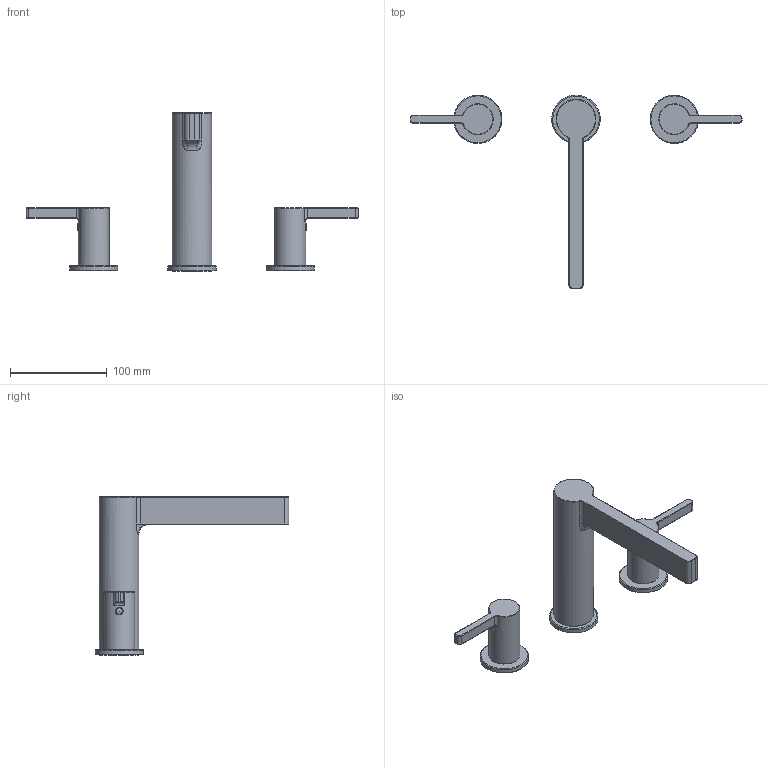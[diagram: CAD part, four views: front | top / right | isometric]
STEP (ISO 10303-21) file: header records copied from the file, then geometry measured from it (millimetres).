
FILE_DESCRIPTION(/* description */ (''),/* implementation_level */ '2;1');
FILE_NAME(/* name */ 'PX08 3D.dwg.stp',/* time_stamp */ '2016-11-18T11:18:04-05:00',/* author */ ('simonb'),/* organization */ (''),/* preprocessor_version */ 'ST-DEVELOPER v15.6',/* originating_system */ 'Autodesk Inventor 2015',/* authorisation */ '');
FILE_SCHEMA (('AUTOMOTIVE_DESIGN { 1 0 10303 214 3 1 1 }'));
Length unit declared in the file: millimetre
Products named in the file (1): PX08 3D
Bounding box: 343.2 x 200.5 x 163.5 mm (x, y, z)
Volume: 410870.4 mm3; surface area: 63796.5 mm2
Topology: 3 solids, 3 shells, 119 faces, 255 edges, 144 vertices
Faces by surface type: cylinder 42, torus 37, plane 28, bspline 12
Full cylindrical faces by diameter (mm): 8 x2, 32 x2, 41 x1, 50 x3
Entity records: 3885 total; most frequent: CARTESIAN_POINT 1277, DIRECTION 546, ORIENTED_EDGE 454, AXIS2_PLACEMENT_3D 241, EDGE_CURVE 223, EDGE_LOOP 148, VERTEX_POINT 139, CIRCLE 133
